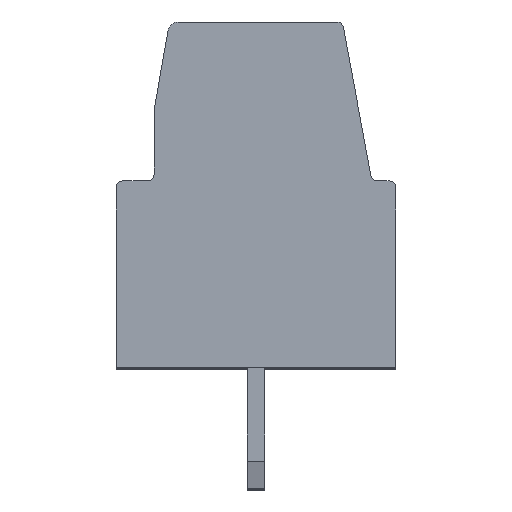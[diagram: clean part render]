
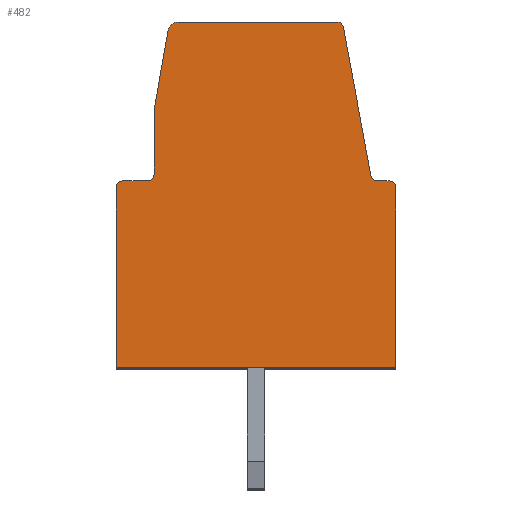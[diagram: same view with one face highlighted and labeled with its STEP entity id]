
A CAD part, top view. The second image highlights one B-rep face of the part: STEP entity #482.
In plain terms, the highlighted planar face has unit normal (0, 0, 1).
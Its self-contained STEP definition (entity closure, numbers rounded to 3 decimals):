
#482 = ADVANCED_FACE( '', ( #990 ), #991, .F. );
#990 = FACE_OUTER_BOUND( '', #1540, .T. );
#991 = PLANE( '', #1541 );
#1540 = EDGE_LOOP( '', ( #2735, #2736, #2737, #2738, #2739, #2740, #2741, #2742, #2743, #2744, #2745, #2746, #2747, #2748, #2749 ) );
#1541 = AXIS2_PLACEMENT_3D( '', #2750, #2751, #2752 );
#2735 = ORIENTED_EDGE( '', *, *, #3941, .T. );
#2736 = ORIENTED_EDGE( '', *, *, #3768, .T. );
#2737 = ORIENTED_EDGE( '', *, *, #3942, .F. );
#2738 = ORIENTED_EDGE( '', *, *, #3943, .T. );
#2739 = ORIENTED_EDGE( '', *, *, #3944, .T. );
#2740 = ORIENTED_EDGE( '', *, *, #3691, .T. );
#2741 = ORIENTED_EDGE( '', *, *, #3945, .T. );
#2742 = ORIENTED_EDGE( '', *, *, #3463, .T. );
#2743 = ORIENTED_EDGE( '', *, *, #3451, .F. );
#2744 = ORIENTED_EDGE( '', *, *, #3946, .T. );
#2745 = ORIENTED_EDGE( '', *, *, #3947, .F. );
#2746 = ORIENTED_EDGE( '', *, *, #3440, .T. );
#2747 = ORIENTED_EDGE( '', *, *, #3807, .T. );
#2748 = ORIENTED_EDGE( '', *, *, #3948, .T. );
#2749 = ORIENTED_EDGE( '', *, *, #3949, .F. );
#2750 = CARTESIAN_POINT( '', ( 0.81, -4.4, 0. ) );
#2751 = DIRECTION( '', ( 0., 0., -1. ) );
#2752 = DIRECTION( '', ( 0., 1., 0. ) );
#3440 = EDGE_CURVE( '', #4108, #4106, #4109, .T. );
#3451 = EDGE_CURVE( '', #4126, #4128, #4129, .T. );
#3463 = EDGE_CURVE( '', #4149, #4128, #4150, .T. );
#3691 = EDGE_CURVE( '', #4532, #4533, #4534, .T. );
#3768 = EDGE_CURVE( '', #4655, #4653, #4656, .T. );
#3807 = EDGE_CURVE( '', #4106, #4711, #4713, .T. );
#3941 = EDGE_CURVE( '', #4902, #4655, #4903, .T. );
#3942 = EDGE_CURVE( '', #4904, #4653, #4905, .T. );
#3943 = EDGE_CURVE( '', #4904, #4906, #4907, .T. );
#3944 = EDGE_CURVE( '', #4906, #4532, #4908, .T. );
#3945 = EDGE_CURVE( '', #4533, #4149, #4909, .T. );
#3946 = EDGE_CURVE( '', #4126, #4910, #4911, .T. );
#3947 = EDGE_CURVE( '', #4108, #4910, #4912, .T. );
#3948 = EDGE_CURVE( '', #4711, #4913, #4914, .T. );
#3949 = EDGE_CURVE( '', #4902, #4913, #4915, .T. );
#4106 = VERTEX_POINT( '', #5096 );
#4108 = VERTEX_POINT( '', #5099 );
#4109 = LINE( '', #5100, #5101 );
#4126 = VERTEX_POINT( '', #5122 );
#4128 = VERTEX_POINT( '', #5125 );
#4129 = CIRCLE( '', #5126, 0.2 );
#4149 = VERTEX_POINT( '', #5155 );
#4150 = LINE( '', #5156, #5157 );
#4532 = VERTEX_POINT( '', #5701 );
#4533 = VERTEX_POINT( '', #5702 );
#4534 = LINE( '', #5703, #5704 );
#4653 = VERTEX_POINT( '', #5877 );
#4655 = VERTEX_POINT( '', #5880 );
#4656 = LINE( '', #5881, #5882 );
#4711 = VERTEX_POINT( '', #5960 );
#4713 = CIRCLE( '', #5963, 0.2 );
#4902 = VERTEX_POINT( '', #6245 );
#4903 = LINE( '', #6246, #6247 );
#4904 = VERTEX_POINT( '', #6248 );
#4905 = CIRCLE( '', #6249, 0.2 );
#4906 = VERTEX_POINT( '', #6250 );
#4907 = LINE( '', #6251, #6252 );
#4908 = CIRCLE( '', #6253, 0.2 );
#4909 = LINE( '', #6254, #6255 );
#4910 = VERTEX_POINT( '', #6256 );
#4911 = LINE( '', #6257, #6258 );
#4912 = CIRCLE( '', #6259, 0.2 );
#4913 = VERTEX_POINT( '', #6260 );
#4914 = LINE( '', #6261, #6262 );
#4915 = CIRCLE( '', #6263, 0.3 );
#5096 = CARTESIAN_POINT( '', ( -1.52, 9.836, 0. ) );
#5099 = CARTESIAN_POINT( '', ( -0.728, 5.564, 0. ) );
#5100 = CARTESIAN_POINT( '', ( 3.721, -18.438, 0. ) );
#5101 = VECTOR( '', #6519, 1000. );
#5122 = CARTESIAN_POINT( '', ( -0.2, 5.4, 0. ) );
#5125 = CARTESIAN_POINT( '', ( 0., 5.2, 0. ) );
#5126 = AXIS2_PLACEMENT_3D( '', #6534, #6535, #6536 );
#5155 = CARTESIAN_POINT( '', ( 0., 0., 0. ) );
#5156 = CARTESIAN_POINT( '', ( 0., -18.438, 0. ) );
#5157 = VECTOR( '', #6546, 1000. );
#5701 = CARTESIAN_POINT( '', ( -8.1, 5.2, 0. ) );
#5702 = CARTESIAN_POINT( '', ( -8.1, 0., 0. ) );
#5703 = CARTESIAN_POINT( '', ( -8.1, -18.438, 0. ) );
#5704 = VECTOR( '', #6760, 1000. );
#5877 = CARTESIAN_POINT( '', ( -7., 5.6, 0. ) );
#5880 = CARTESIAN_POINT( '', ( -7., 7.448, 0. ) );
#5881 = CARTESIAN_POINT( '', ( -7., -18.438, 0. ) );
#5882 = VECTOR( '', #6828, 1000. );
#5960 = CARTESIAN_POINT( '', ( -1.716, 10., 0. ) );
#5963 = AXIS2_PLACEMENT_3D( '', #6865, #6866, #6867 );
#6245 = CARTESIAN_POINT( '', ( -6.594, 9.752, 0. ) );
#6246 = CARTESIAN_POINT( '', ( -11.564, -18.438, 0. ) );
#6247 = VECTOR( '', #7000, 1000. );
#6248 = CARTESIAN_POINT( '', ( -7.2, 5.4, 0. ) );
#6249 = AXIS2_PLACEMENT_3D( '', #7001, #7002, #7003 );
#6250 = CARTESIAN_POINT( '', ( -7.9, 5.4, 0. ) );
#6251 = CARTESIAN_POINT( '', ( -16.414, 5.4, 0. ) );
#6252 = VECTOR( '', #7004, 1000. );
#6253 = AXIS2_PLACEMENT_3D( '', #7005, #7006, #7007 );
#6254 = CARTESIAN_POINT( '', ( -16.414, 0., 0. ) );
#6255 = VECTOR( '', #7008, 1000. );
#6256 = CARTESIAN_POINT( '', ( -0.531, 5.4, 0. ) );
#6257 = CARTESIAN_POINT( '', ( -16.414, 5.4, 0. ) );
#6258 = VECTOR( '', #7009, 1000. );
#6259 = AXIS2_PLACEMENT_3D( '', #7010, #7011, #7012 );
#6260 = CARTESIAN_POINT( '', ( -6.298, 10., 0. ) );
#6261 = CARTESIAN_POINT( '', ( -16.414, 10., 0. ) );
#6262 = VECTOR( '', #7013, 1000. );
#6263 = AXIS2_PLACEMENT_3D( '', #7014, #7015, #7016 );
#6519 = DIRECTION( '', ( -0.182, 0.983, 0. ) );
#6534 = CARTESIAN_POINT( '', ( -0.2, 5.2, 0. ) );
#6535 = DIRECTION( '', ( 0., 0., -1. ) );
#6536 = DIRECTION( '', ( -1., 0., 0. ) );
#6546 = DIRECTION( '', ( 0., 1., 0. ) );
#6760 = DIRECTION( '', ( 0., -1., 0. ) );
#6828 = DIRECTION( '', ( 0., -1., 0. ) );
#6865 = CARTESIAN_POINT( '', ( -1.716, 9.8, 0. ) );
#6866 = DIRECTION( '', ( 0., 0., 1. ) );
#6867 = DIRECTION( '', ( 1., 0., 0. ) );
#7000 = DIRECTION( '', ( -0.174, -0.985, 0. ) );
#7001 = CARTESIAN_POINT( '', ( -7.2, 5.6, 0. ) );
#7002 = DIRECTION( '', ( 0., 0., 1. ) );
#7003 = DIRECTION( '', ( 1., 0., 0. ) );
#7004 = DIRECTION( '', ( -1., 0., 0. ) );
#7005 = CARTESIAN_POINT( '', ( -7.9, 5.2, 0. ) );
#7006 = DIRECTION( '', ( 0., 0., 1. ) );
#7007 = DIRECTION( '', ( 1., 0., 0. ) );
#7008 = DIRECTION( '', ( 1., 0., 0. ) );
#7009 = DIRECTION( '', ( -1., 0., 0. ) );
#7010 = CARTESIAN_POINT( '', ( -0.531, 5.6, 0. ) );
#7011 = DIRECTION( '', ( 0., 0., 1. ) );
#7012 = DIRECTION( '', ( 1., 0., 0. ) );
#7013 = DIRECTION( '', ( -1., 0., 0. ) );
#7014 = CARTESIAN_POINT( '', ( -6.298, 9.7, 0. ) );
#7015 = DIRECTION( '', ( 0., 0., -1. ) );
#7016 = DIRECTION( '', ( -1., 0., 0. ) );
